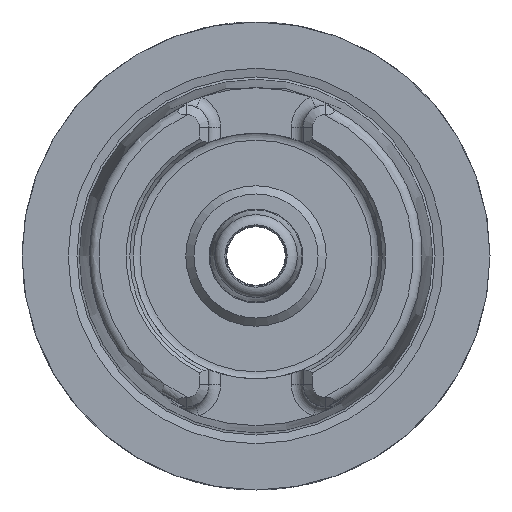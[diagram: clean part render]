
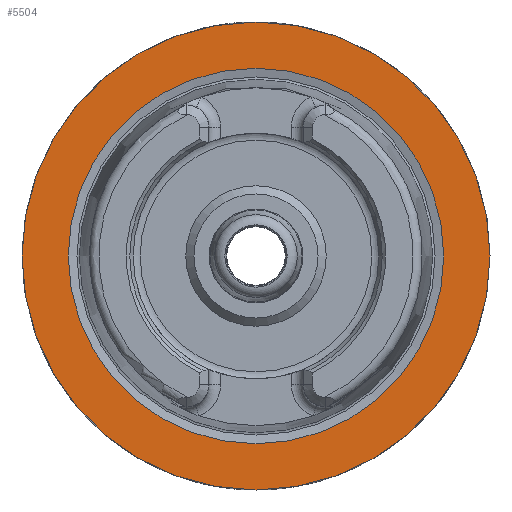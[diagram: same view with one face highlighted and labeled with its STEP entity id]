
A CAD part, left-side view. The second image highlights one B-rep face of the part: STEP entity #5504.
In plain terms, the highlighted planar face has unit normal (-1, 0, 0).
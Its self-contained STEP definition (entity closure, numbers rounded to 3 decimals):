
#4590=CARTESIAN_POINT('',(0.0,20.0,0.0));
#4591=VERTEX_POINT('',#4590);
#4592=CARTESIAN_POINT('',(0.0,0.0,0.0));
#4593=DIRECTION('',(1.0,0.0,0.0));
#4594=DIRECTION('',(0.0,1.0,0.0));
#4595=AXIS2_PLACEMENT_3D('',#4592,#4593,#4594);
#4596=CIRCLE('',#4595,20.0);
#4597=EDGE_CURVE('',#4591,#4591,#4596,.T.);
#5478=CARTESIAN_POINT('',(0.0,16.046,0.0));
#5479=VERTEX_POINT('',#5478);
#5480=CARTESIAN_POINT('',(0.0,0.0,0.0));
#5481=DIRECTION('',(1.0,0.0,0.0));
#5482=DIRECTION('',(0.0,1.0,0.0));
#5483=AXIS2_PLACEMENT_3D('',#5480,#5481,#5482);
#5484=CIRCLE('',#5483,16.046);
#5485=EDGE_CURVE('',#5479,#5479,#5484,.T.);
#5493=CARTESIAN_POINT('',(0.0,18.023,0.0));
#5494=DIRECTION('',(-1.0,0.0,0.0));
#5495=DIRECTION('',(0.0,0.0,1.0));
#5496=AXIS2_PLACEMENT_3D('',#5493,#5494,#5495);
#5497=PLANE('',#5496);
#5498=ORIENTED_EDGE('',*,*,#4597,.F.);
#5499=EDGE_LOOP('',(#5498));
#5500=FACE_OUTER_BOUND('',#5499,.T.);
#5501=ORIENTED_EDGE('',*,*,#5485,.T.);
#5502=EDGE_LOOP('',(#5501));
#5503=FACE_BOUND('',#5502,.T.);
#5504=ADVANCED_FACE('',(#5500,#5503),#5497,.T.);
